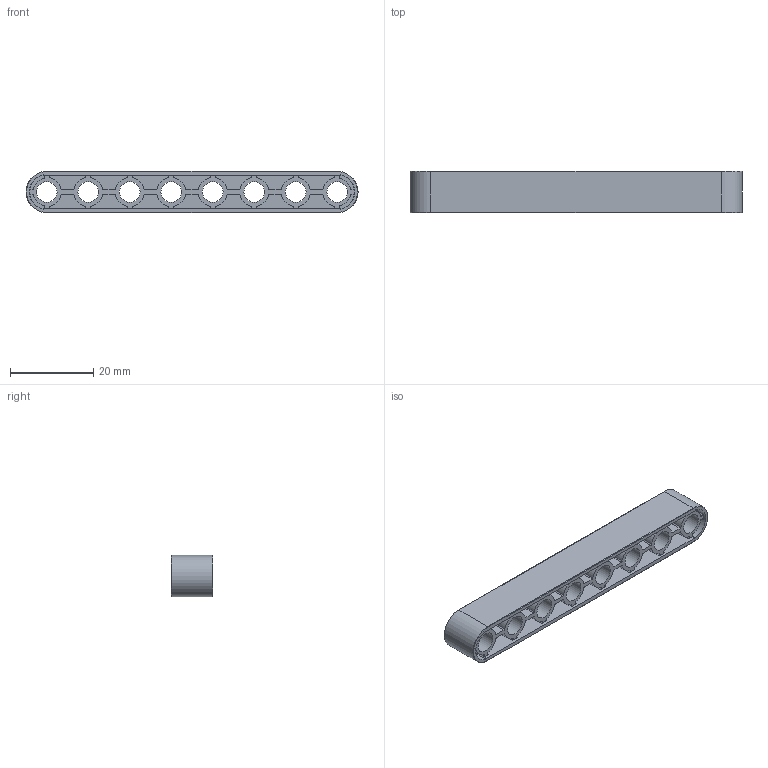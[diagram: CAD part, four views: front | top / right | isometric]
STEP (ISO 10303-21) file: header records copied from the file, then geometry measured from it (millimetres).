
FILE_DESCRIPTION(/* description */ (''),/* implementation_level */ '2;1');
FILE_NAME(/* name */ 'S8x1.stp',/* time_stamp */ '2019-05-05T20:57:49+02:00',/* author */ ('Varga Daniel'),/* organization */ (''),/* preprocessor_version */ 'ST-DEVELOPER v18',/* originating_system */ 'Autodesk Inventor 2020',/* authorisation */ '');
FILE_SCHEMA (('AUTOMOTIVE_DESIGN { 1 0 10303 214 3 1 1 }'));
Length unit declared in the file: millimetre
Products named in the file (1): S8x1
Bounding box: 80 x 10 x 10 mm (x, y, z)
Volume: 3429 mm3; surface area: 6798.5 mm2
Topology: 1 solids, 1 shells, 320 faces, 940 edges, 624 vertices
Faces by surface type: cylinder 226, plane 90, torus 4
Full cylindrical faces by diameter (mm): 5 x8
Entity records: 10945 total; most frequent: DIRECTION 2054, CARTESIAN_POINT 1885, ORIENTED_EDGE 1880, EDGE_CURVE 940, AXIS2_PLACEMENT_3D 793, VERTEX_POINT 624, CIRCLE 472, LINE 468
